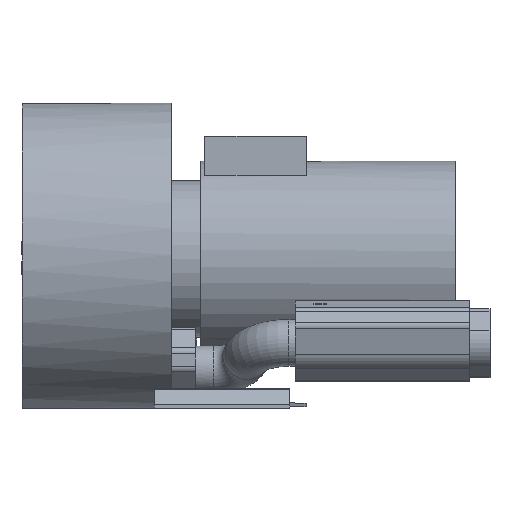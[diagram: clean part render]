
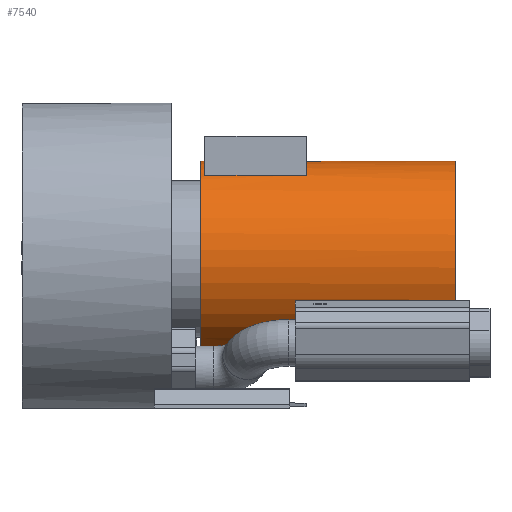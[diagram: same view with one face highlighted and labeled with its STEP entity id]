
A CAD part, top view. The second image highlights one B-rep face of the part: STEP entity #7540.
In plain terms, the highlighted cylindrical face has radius 157 mm (diameter 314 mm), a full revolution.
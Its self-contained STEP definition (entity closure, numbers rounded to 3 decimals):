
#7277=CARTESIAN_POINT('',(456.,134.189,81.5));
#7278=VERTEX_POINT('',#7277);
#7279=CARTESIAN_POINT('',(293.,134.189,81.5));
#7280=VERTEX_POINT('',#7279);
#7281=CARTESIAN_POINT('',(456.,134.189,81.5));
#7282=DIRECTION('',(-1.0,0.0,0.0));
#7283=VECTOR('',#7282,163.);
#7284=LINE('',#7281,#7283);
#7285=EDGE_CURVE('',#7278,#7280,#7284,.T.);
#7317=CARTESIAN_POINT('',(456.,134.189,-81.5));
#7318=VERTEX_POINT('',#7317);
#7319=CARTESIAN_POINT('',(456.,0.0,0.0));
#7320=DIRECTION('',(1.0,0.0,0.0));
#7321=DIRECTION('',(0.0,0.0,1.0));
#7322=AXIS2_PLACEMENT_3D('',#7319,#7320,#7321);
#7323=CIRCLE('',#7322,157.0);
#7324=EDGE_CURVE('',#7318,#7278,#7323,.T.);
#7349=CARTESIAN_POINT('',(293.,134.189,-81.5));
#7350=VERTEX_POINT('',#7349);
#7351=CARTESIAN_POINT('',(293.,0.0,0.0));
#7352=DIRECTION('',(-1.0,0.0,0.0));
#7353=DIRECTION('',(0.0,0.0,1.0));
#7354=AXIS2_PLACEMENT_3D('',#7351,#7352,#7353);
#7355=CIRCLE('',#7354,157.0);
#7356=EDGE_CURVE('',#7280,#7350,#7355,.T.);
#7381=CARTESIAN_POINT('',(293.,134.189,-81.5));
#7382=DIRECTION('',(1.0,0.0,0.0));
#7383=VECTOR('',#7382,163.);
#7384=LINE('',#7381,#7383);
#7385=EDGE_CURVE('',#7350,#7318,#7384,.T.);
#7415=CARTESIAN_POINT('',(286.5,-140.583,69.896));
#7416=VERTEX_POINT('',#7415);
#7417=CARTESIAN_POINT('',(286.5,-147.005,55.123));
#7418=VERTEX_POINT('',#7417);
#7426=CARTESIAN_POINT('',(286.5,0.0,0.0));
#7427=DIRECTION('',(-1.0,0.0,0.0));
#7428=DIRECTION('',(0.0,0.0,1.0));
#7429=AXIS2_PLACEMENT_3D('',#7426,#7427,#7428);
#7430=CIRCLE('',#7429,157.0);
#7431=EDGE_CURVE('',#7416,#7418,#7430,.T.);
#7447=CARTESIAN_POINT('',(286.5,0.0,0.0));
#7448=DIRECTION('',(1.0,0.0,0.0));
#7449=DIRECTION('',(0.0,0.0,1.0));
#7450=AXIS2_PLACEMENT_3D('',#7447,#7448,#7449);
#7451=CYLINDRICAL_SURFACE('',#7450,157.0);
#7452=CARTESIAN_POINT('',(307.5,-147.005,55.123));
#7453=VERTEX_POINT('',#7452);
#7454=CARTESIAN_POINT('',(286.5,-147.005,55.123));
#7455=DIRECTION('',(1.0,0.0,0.0));
#7456=VECTOR('',#7455,21.);
#7457=LINE('',#7454,#7456);
#7458=EDGE_CURVE('',#7418,#7453,#7457,.T.);
#7459=ORIENTED_EDGE('',*,*,#7458,.F.);
#7460=ORIENTED_EDGE('',*,*,#7431,.F.);
#7461=CARTESIAN_POINT('',(307.5,-140.583,69.896));
#7462=VERTEX_POINT('',#7461);
#7463=CARTESIAN_POINT('',(307.5,-140.583,69.896));
#7464=DIRECTION('',(-1.0,0.0,0.0));
#7465=VECTOR('',#7464,21.);
#7466=LINE('',#7463,#7465);
#7467=EDGE_CURVE('',#7462,#7416,#7466,.T.);
#7468=ORIENTED_EDGE('',*,*,#7467,.F.);
#7469=CARTESIAN_POINT('',(307.5,-147.005,55.123));
#7470=CARTESIAN_POINT('',(313.142,-147.005,55.123));
#7471=CARTESIAN_POINT('',(318.95,-146.807,55.662));
#7472=CARTESIAN_POINT('',(324.561,-146.351,56.836));
#7473=CARTESIAN_POINT('',(327.594,-146.105,57.47));
#7474=CARTESIAN_POINT('',(330.569,-145.782,58.29));
#7475=CARTESIAN_POINT('',(333.429,-145.368,59.306));
#7476=CARTESIAN_POINT('',(335.53,-145.064,60.052));
#7477=CARTESIAN_POINT('',(337.53,-144.714,60.893));
#7478=CARTESIAN_POINT('',(339.355,-144.333,61.782));
#7479=CARTESIAN_POINT('',(342.838,-143.606,63.48));
#7480=CARTESIAN_POINT('',(345.765,-142.754,65.383));
#7481=CARTESIAN_POINT('',(348.141,-141.819,67.352));
#7482=CARTESIAN_POINT('',(349.28,-141.371,68.297));
#7483=CARTESIAN_POINT('',(350.319,-140.896,69.273));
#7484=CARTESIAN_POINT('',(351.28,-140.367,70.328));
#7485=CARTESIAN_POINT('',(352.173,-139.876,71.308));
#7486=CARTESIAN_POINT('',(352.993,-139.337,72.357));
#7487=CARTESIAN_POINT('',(353.661,-138.781,73.408));
#7488=CARTESIAN_POINT('',(354.921,-137.733,75.389));
#7489=CARTESIAN_POINT('',(355.557,-136.71,77.218));
#7490=CARTESIAN_POINT('',(355.643,-135.83,78.734));
#7491=CARTESIAN_POINT('',(355.689,-135.359,79.547));
#7492=CARTESIAN_POINT('',(355.594,-134.931,80.269));
#7493=CARTESIAN_POINT('',(355.289,-134.522,80.95));
#7494=CARTESIAN_POINT('',(354.957,-134.075,81.692));
#7495=CARTESIAN_POINT('',(354.327,-133.683,82.329));
#7496=CARTESIAN_POINT('',(353.507,-133.468,82.675));
#7497=CARTESIAN_POINT('',(352.77,-133.276,82.986));
#7498=CARTESIAN_POINT('',(351.914,-133.219,83.076));
#7499=CARTESIAN_POINT('',(351.074,-133.244,83.037));
#7500=CARTESIAN_POINT('',(349.716,-133.283,82.974));
#7501=CARTESIAN_POINT('',(348.214,-133.531,82.576));
#7502=CARTESIAN_POINT('',(346.697,-133.864,82.033));
#7503=CARTESIAN_POINT('',(345.055,-134.225,81.444));
#7504=CARTESIAN_POINT('',(343.309,-134.702,80.657));
#7505=CARTESIAN_POINT('',(341.354,-135.248,79.731));
#7506=CARTESIAN_POINT('',(340.137,-135.588,79.154));
#7507=CARTESIAN_POINT('',(338.898,-135.94,78.549));
#7508=CARTESIAN_POINT('',(337.294,-136.376,77.785));
#7509=CARTESIAN_POINT('',(334.727,-137.074,76.562));
#7510=CARTESIAN_POINT('',(331.402,-137.929,75.013));
#7511=CARTESIAN_POINT('',(327.607,-138.661,73.635));
#7512=CARTESIAN_POINT('',(324.601,-139.241,72.543));
#7513=CARTESIAN_POINT('',(321.291,-139.75,71.551));
#7514=CARTESIAN_POINT('',(317.619,-140.101,70.857));
#7515=CARTESIAN_POINT('',(314.488,-140.401,70.265));
#7516=CARTESIAN_POINT('',(311.111,-140.583,69.896));
#7517=CARTESIAN_POINT('',(307.5,-140.583,69.896));
#7518=B_SPLINE_CURVE_WITH_KNOTS('',3,(#7469,#7470,#7471,#7472,#7473,#7474,#7475,#7476,#7477,#7478,#7479,#7480,#7481,#7482,#7483,#7484,#7485,#7486,#7487,#7488,#7489,#7490,#7491,#7492,#7493,#7494,#7495,#7496,#7497,#7498,#7499,#7500,#7501,#7502,#7503,#7504,#7505,#7506,#7507,#7508,#7509,#7510,#7511,#7512,#7513,#7514,#7515,#7516,#7517),.UNSPECIFIED.,.F.,.U.,(4,3,3,3,3,3,3,3,3,3,3,3,3,3,3,3,4),(-22.061,-19.304,-17.813,-16.718,-14.628,-13.626,-12.695,-10.941,-10.,-8.975,-8.055,-6.569,-4.96,-3.958,-2.354,-1.083,0.0),.UNSPECIFIED.);
#7519=EDGE_CURVE('',#7453,#7462,#7518,.T.);
#7520=ORIENTED_EDGE('',*,*,#7519,.F.);
#7521=EDGE_LOOP('',(#7459,#7460,#7468,#7520));
#7522=FACE_OUTER_BOUND('',#7521,.T.);
#7523=ORIENTED_EDGE('',*,*,#7324,.T.);
#7524=ORIENTED_EDGE('',*,*,#7285,.T.);
#7525=ORIENTED_EDGE('',*,*,#7356,.T.);
#7526=ORIENTED_EDGE('',*,*,#7385,.T.);
#7527=EDGE_LOOP('',(#7523,#7524,#7525,#7526));
#7528=FACE_BOUND('',#7527,.T.);
#7529=CARTESIAN_POINT('',(694.2,0.,-157.0));
#7530=VERTEX_POINT('',#7529);
#7531=CARTESIAN_POINT('',(694.2,0.0,0.0));
#7532=DIRECTION('',(-1.0,0.0,0.0));
#7533=DIRECTION('',(0.0,0.0,1.0));
#7534=AXIS2_PLACEMENT_3D('',#7531,#7532,#7533);
#7535=CIRCLE('',#7534,157.0);
#7536=EDGE_CURVE('',#7530,#7530,#7535,.T.);
#7537=ORIENTED_EDGE('',*,*,#7536,.T.);
#7538=EDGE_LOOP('',(#7537));
#7539=FACE_BOUND('',#7538,.T.);
#7540=ADVANCED_FACE('',(#7522,#7528,#7539),#7451,.T.);
